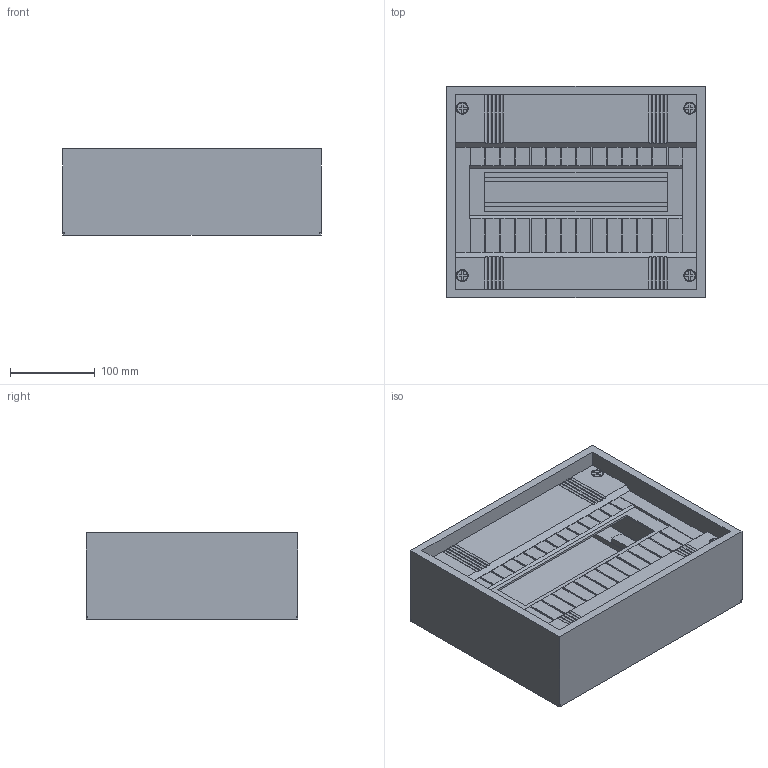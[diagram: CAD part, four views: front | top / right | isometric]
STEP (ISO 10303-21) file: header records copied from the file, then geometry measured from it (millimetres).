
FILE_DESCRIPTION(('STEP AP214'),'1');
FILE_NAME('cctmp_E3A4822B-7B5A-4337-AF8A-6BF3C8AFD062_2023_07_22_12_47_56_0950..stp','2023-07-22T10:47:57',('SIEMENS A&D'),('CADClick - www.CADClick.com'),'Spatial InterOp 3D postprocessed',' ','unknown authorization');
FILE_SCHEMA(('AUTOMOTIVE_DESIGN'));
Length unit declared in the file: millimetre
Products named in the file (3): cc_unnamed; 2023_07_22_12_47_56_0918; 2023_07_22_12_47_56_0914
Assembly tree (2 placements, depth 2):
  cc_unnamed
    2023_07_22_12_47_56_0918
    2023_07_22_12_47_56_0914
Bounding box: 305 x 250 x 102 mm (x, y, z)
Volume: 1568645.2 mm3; surface area: 520401.7 mm2
Topology: 2 solids, 2 shells, 385 faces, 1028 edges, 664 vertices
Faces by surface type: plane 297, cylinder 72, torus 16
Entity records: 20129 total; most frequent: CARTESIAN_POINT 2400, STYLED_ITEM 2079, PRESENTATION_STYLE_ASSIGNMENT 2079, ORIENTED_EDGE 2056, DIRECTION 1948, EDGE_CURVE 1028, CURVE_STYLE 1028, DRAUGHTING_PRE_DEFINED_CURVE_FONT 1028
